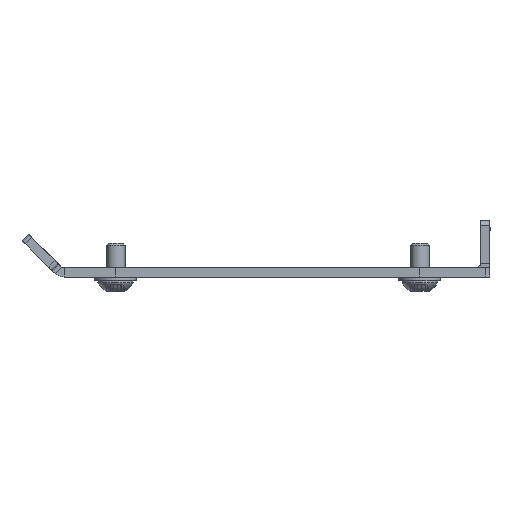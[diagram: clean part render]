
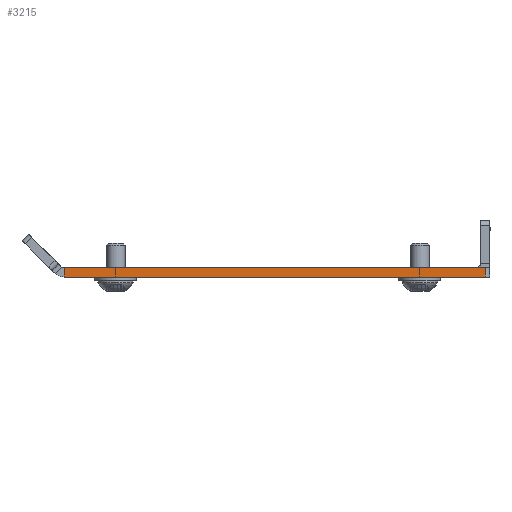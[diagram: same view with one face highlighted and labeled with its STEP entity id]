
A CAD part, left-side view. The second image highlights one B-rep face of the part: STEP entity #3215.
In plain terms, the highlighted planar face has unit normal (-1, 0, 0).
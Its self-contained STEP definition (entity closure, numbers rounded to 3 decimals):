
#28 = FACE_OUTER_BOUND ( 'NONE', #33, .T. ) ;
#33 = EDGE_LOOP ( 'NONE', ( #2469, #166, #1339, #291 ) ) ;
#118 = AXIS2_PLACEMENT_3D ( 'NONE', #1141, #1916, #3297 ) ;
#166 = ORIENTED_EDGE ( 'NONE', *, *, #948, .T. ) ;
#261 = VECTOR ( 'NONE', #1302, 1000. ) ;
#291 = ORIENTED_EDGE ( 'NONE', *, *, #376, .T. ) ;
#338 = CARTESIAN_POINT ( 'NONE',  ( -322.5, 45.5, 2. ) ) ;
#376 = EDGE_CURVE ( 'NONE', #1156, #523, #670, .T. ) ;
#457 = LINE ( 'NONE', #487, #3067 ) ;
#487 = CARTESIAN_POINT ( 'NONE',  ( -322.5, -45.5, 0. ) ) ;
#523 = VERTEX_POINT ( 'NONE', #825 ) ;
#562 = PLANE ( 'NONE',  #118 ) ;
#670 = LINE ( 'NONE', #701, #1562 ) ;
#701 = CARTESIAN_POINT ( 'NONE',  ( -322.5, 45.5, 2. ) ) ;
#724 = LINE ( 'NONE', #2976, #261 ) ;
#767 = DIRECTION ( 'NONE',  ( 0., -1., 0. ) ) ;
#825 = CARTESIAN_POINT ( 'NONE',  ( -322.5, 45.5, 0. ) ) ;
#948 = EDGE_CURVE ( 'NONE', #3011, #2578, #3179, .T. ) ;
#1028 = EDGE_CURVE ( 'NONE', #1156, #2578, #724, .T. ) ;
#1141 = CARTESIAN_POINT ( 'NONE',  ( -322.5, -45.5, 2. ) ) ;
#1156 = VERTEX_POINT ( 'NONE', #338 ) ;
#1302 = DIRECTION ( 'NONE',  ( 0., -1., 0. ) ) ;
#1339 = ORIENTED_EDGE ( 'NONE', *, *, #1028, .F. ) ;
#1562 = VECTOR ( 'NONE', #2357, 1000. ) ;
#1916 = DIRECTION ( 'NONE',  ( 1., 0., 0. ) ) ;
#2033 = CARTESIAN_POINT ( 'NONE',  ( -322.5, -44.5, 2. ) ) ;
#2140 = CARTESIAN_POINT ( 'NONE',  ( -322.5, -44.5, 2. ) ) ;
#2357 = DIRECTION ( 'NONE',  ( 0., 0., -1. ) ) ;
#2469 = ORIENTED_EDGE ( 'NONE', *, *, #3045, .T. ) ;
#2578 = VERTEX_POINT ( 'NONE', #2033 ) ;
#2976 = CARTESIAN_POINT ( 'NONE',  ( -322.5, -45.5, 2. ) ) ;
#3011 = VERTEX_POINT ( 'NONE', #3408 ) ;
#3045 = EDGE_CURVE ( 'NONE', #523, #3011, #457, .T. ) ;
#3067 = VECTOR ( 'NONE', #767, 1000. ) ;
#3179 = LINE ( 'NONE', #2140, #3225 ) ;
#3215 = ADVANCED_FACE ( 'NONE', ( #28 ), #562, .F. ) ;
#3225 = VECTOR ( 'NONE', #3251, 1000. ) ;
#3251 = DIRECTION ( 'NONE',  ( 0., 0., 1. ) ) ;
#3297 = DIRECTION ( 'NONE',  ( 0., 0., -1. ) ) ;
#3408 = CARTESIAN_POINT ( 'NONE',  ( -322.5, -44.5, 0. ) ) ;
